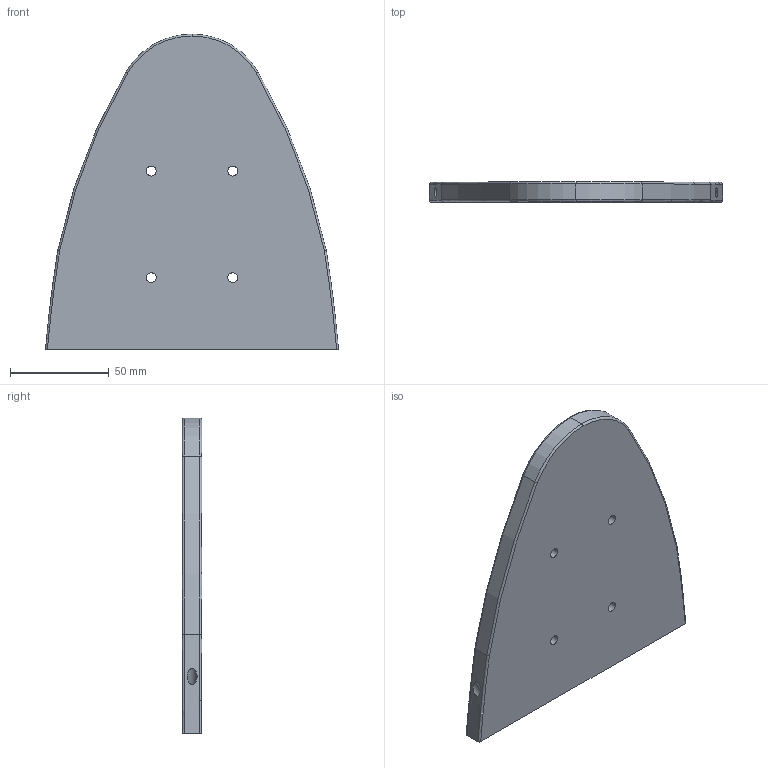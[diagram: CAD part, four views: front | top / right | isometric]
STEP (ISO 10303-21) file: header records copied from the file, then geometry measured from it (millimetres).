
FILE_DESCRIPTION(/* description */ (''),/* implementation_level */ '2;1');
FILE_NAME(/* name */ 'nose.stp',/* time_stamp */ '2023-07-18T00:59:16-07:00',/* author */ ('devan'),/* organization */ (''),/* preprocessor_version */ 'ST-DEVELOPER v19.2',/* originating_system */ 'Autodesk Inventor 2024',/* authorisation */ '');
FILE_SCHEMA (('AUTOMOTIVE_DESIGN { 1 0 10303 214 3 1 1 }'));
Length unit declared in the file: millimetre
Products named in the file (1): Part1
Bounding box: 148.49 x 10 x 160 mm (x, y, z)
Volume: 173777.8 mm3; surface area: 43321.5 mm2
Topology: 1 solids, 1 shells, 33 faces, 78 edges, 48 vertices
Faces by surface type: cylinder 13, torus 12, plane 4, cone 4
Full cylindrical faces by diameter (mm): 5 x7
Entity records: 1169 total; most frequent: CARTESIAN_POINT 324, DIRECTION 180, ORIENTED_EDGE 156, AXIS2_PLACEMENT_3D 80, EDGE_CURVE 78, VERTEX_POINT 48, EDGE_LOOP 46, CIRCLE 44
